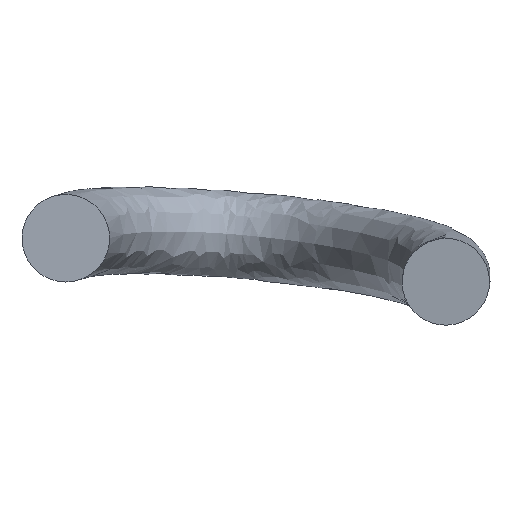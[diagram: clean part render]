
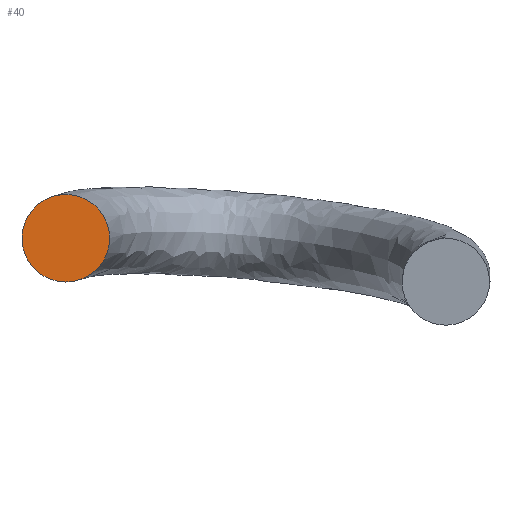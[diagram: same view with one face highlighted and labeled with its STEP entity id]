
A CAD part, left-side view. The second image highlights one B-rep face of the part: STEP entity #40.
In plain terms, the highlighted planar face has unit normal (-1, 0, 0).
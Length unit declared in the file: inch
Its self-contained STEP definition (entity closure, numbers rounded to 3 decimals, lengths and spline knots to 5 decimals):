
#16=PLANE('',#64);
#19=FACE_OUTER_BOUND('',#22,.T.);
#22=EDGE_LOOP('',(#36));
#24=CIRCLE('',#61,0.25);
#26=VERTEX_POINT('',#331);
#28=EDGE_CURVE('',#26,#26,#24,.T.);
#36=ORIENTED_EDGE('',*,*,#28,.T.);
#40=ADVANCED_FACE('',(#19),#16,.T.);
#61=AXIS2_PLACEMENT_3D('',#332,#67,#68);
#64=AXIS2_PLACEMENT_3D('',#351,#73,#74);
#67=DIRECTION('center_axis',(-1.,0.,0.));
#68=DIRECTION('ref_axis',(0.,1.,0.));
#73=DIRECTION('center_axis',(-1.,0.,0.));
#74=DIRECTION('ref_axis',(0.,0.,1.));
#331=CARTESIAN_POINT('',(-1.05598,3.44264,-5.86961));
#332=CARTESIAN_POINT('Origin',(-1.05598,3.69264,-5.86961));
#351=CARTESIAN_POINT('Origin',(-1.05598,3.69264,-5.86961));
